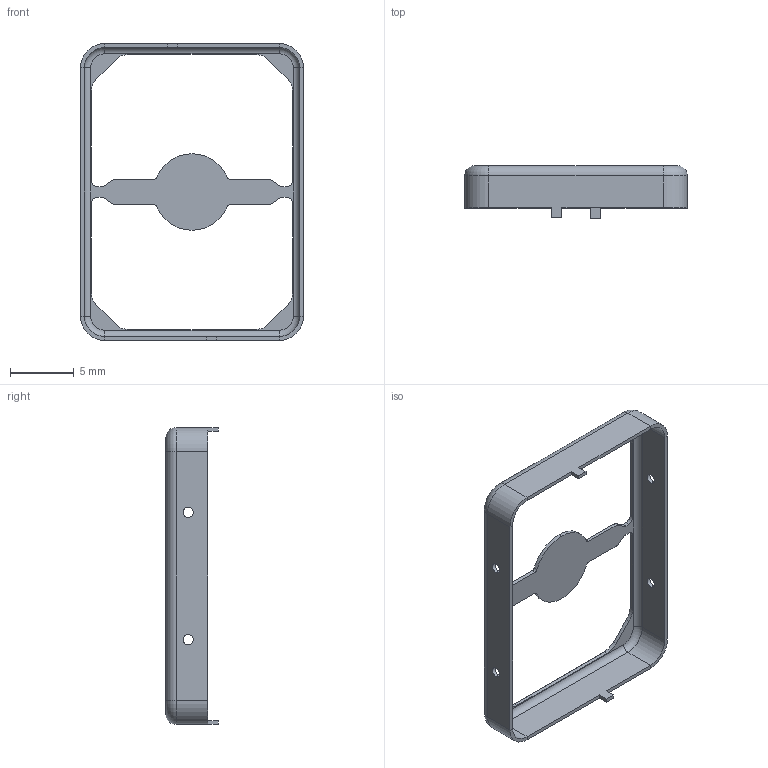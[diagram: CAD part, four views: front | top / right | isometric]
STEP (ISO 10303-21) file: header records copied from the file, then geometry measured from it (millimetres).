
FILE_DESCRIPTION (( 'STEP AP203' ), '1' );
FILE_NAME ('MS233-10F.step', '2020-11-05T11:15:00', ( '' ), ( '' ), 'SwSTEP 2.0', 'SolidWorks 2018', '' );
FILE_SCHEMA (( 'CONFIG_CONTROL_DESIGN' ));
Length unit declared in the file: millimetre
Products named in the file (1): MS233-10F
Bounding box: 17.5 x 4.1 x 23.3 mm (x, y, z)
Volume: 98.8 mm3; surface area: 716.5 mm2
Topology: 1 solids, 1 shells, 107 faces, 283 edges, 178 vertices
Faces by surface type: cylinder 51, plane 48, torus 8
Entity records: 3412 total; most frequent: DIRECTION 609, CARTESIAN_POINT 569, ORIENTED_EDGE 566, EDGE_CURVE 283, AXIS2_PLACEMENT_3D 218, VERTEX_POINT 178, VECTOR 173, LINE 173
